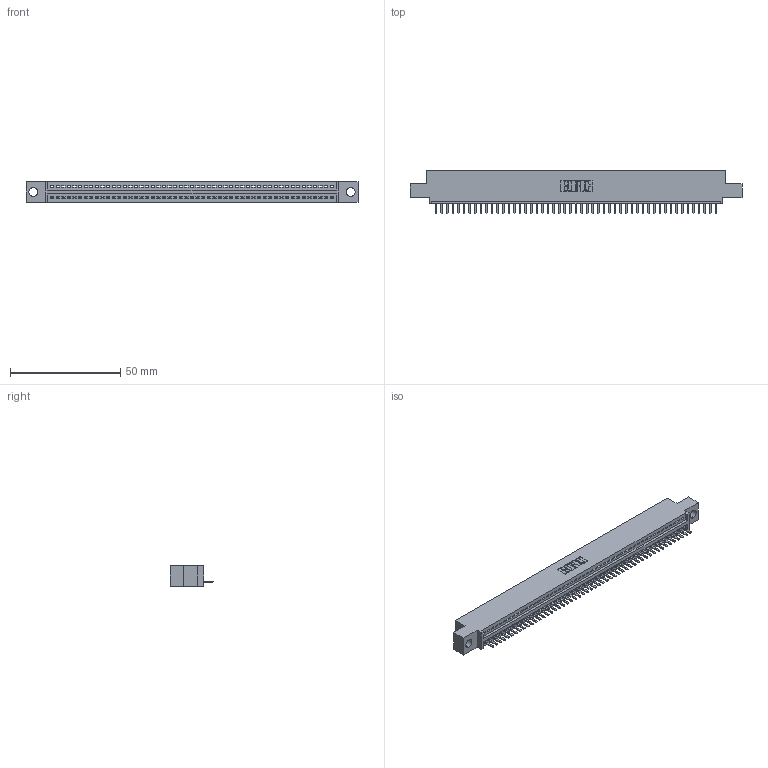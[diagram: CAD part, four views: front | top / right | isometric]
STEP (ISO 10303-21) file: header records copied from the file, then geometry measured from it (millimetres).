
FILE_DESCRIPTION (( 'STEP AP203' ), '1' );
FILE_NAME ('395-051-520-404.STEP', '2018-11-20T13:14:18', ( '' ), ( '' ), 'SwSTEP 2.0', 'SolidWorks 2016', '' );
FILE_SCHEMA (( 'CONFIG_CONTROL_DESIGN' ));
Length unit declared in the file: inch
Products named in the file (3): 395-051-520-404; 345 Part_0.110 Offset - 0.156 Dia-TH; 345-292-001_345-293-120
Assembly tree (52 placements, depth 2):
  395-051-520-404
    345 Part_0.110 Offset - 0.156 Dia-TH
    345-292-001_345-293-120  x51
Bounding box: 150.75 x 19.68 x 9.4 mm (x, y, z)
Volume: 14084.1 mm3; surface area: 18249.5 mm2
Topology: 52 solids, 52 shells, 3292 faces, 9737 edges, 6354 vertices
Faces by surface type: plane 2226, cylinder 1066
Entity records: 37421 total; most frequent: CARTESIAN_POINT 6501, ORIENTED_EDGE 6474, DIRECTION 5651, EDGE_CURVE 3237, LINE 2897, VECTOR 2897, VERTEX_POINT 2154, AXIS2_PLACEMENT_3D 1377
